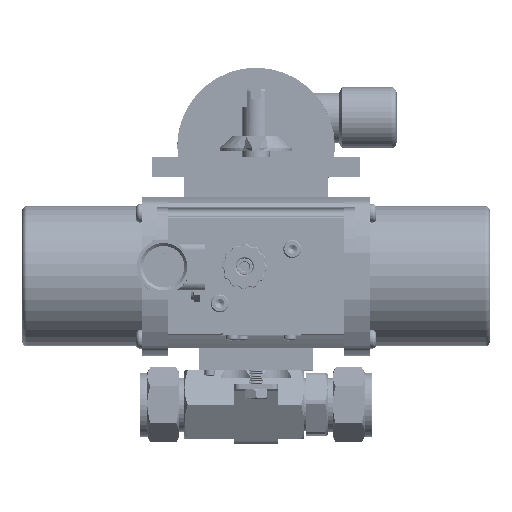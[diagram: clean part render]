
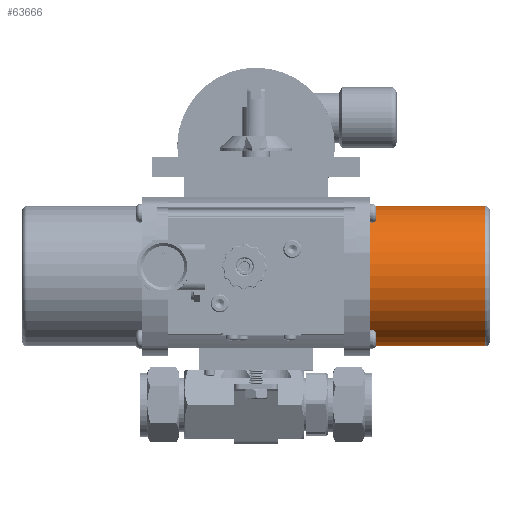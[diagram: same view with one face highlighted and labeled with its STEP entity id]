
A CAD part, top view. The second image highlights one B-rep face of the part: STEP entity #63666.
In plain terms, the highlighted cylindrical face has radius 30.963 mm (diameter 61.925 mm), a partial arc.
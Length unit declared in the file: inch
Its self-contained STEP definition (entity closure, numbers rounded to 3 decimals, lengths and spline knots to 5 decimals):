
#124 = LINE ( 'NONE', #147018, #151820 ) ;
#4936 = CARTESIAN_POINT ( 'NONE',  ( 3.9725, 2.22975, 0. ) ) ;
#9370 = VERTEX_POINT ( 'NONE', #193911 ) ;
#22672 = DIRECTION ( 'NONE',  ( 0., -1., 0. ) ) ;
#22788 = FACE_OUTER_BOUND ( 'NONE', #68789, .T. ) ;
#23775 = DIRECTION ( 'NONE',  ( -1., 0., 0. ) ) ;
#41501 = VERTEX_POINT ( 'NONE', #193525 ) ;
#56386 = CIRCLE ( 'NONE', #99805, 1.219 ) ;
#63666 = ADVANCED_FACE ( 'NONE', ( #22788 ), #157863, .T. ) ;
#63786 = DIRECTION ( 'NONE',  ( 1., 0., 0. ) ) ;
#67742 = ORIENTED_EDGE ( 'NONE', *, *, #125017, .T. ) ;
#68789 = EDGE_LOOP ( 'NONE', ( #113825, #119275, #211474, #67742 ) ) ;
#70811 = LINE ( 'NONE', #144978, #200205 ) ;
#76860 = DIRECTION ( 'NONE',  ( -1., 0., 0. ) ) ;
#87046 = VERTEX_POINT ( 'NONE', #206249 ) ;
#99805 = AXIS2_PLACEMENT_3D ( 'NONE', #169218, #63786, #186963 ) ;
#104569 = VERTEX_POINT ( 'NONE', #160434 ) ;
#109569 = DIRECTION ( 'NONE',  ( -1., 0., 0. ) ) ;
#113825 = ORIENTED_EDGE ( 'NONE', *, *, #214547, .F. ) ;
#119275 = ORIENTED_EDGE ( 'NONE', *, *, #211443, .T. ) ;
#125017 = EDGE_CURVE ( 'NONE', #9370, #104569, #56386, .T. ) ;
#128222 = DIRECTION ( 'NONE',  ( -1., 0., 0. ) ) ;
#134453 = AXIS2_PLACEMENT_3D ( 'NONE', #4936, #128222, #22672 ) ;
#144978 = CARTESIAN_POINT ( 'NONE',  ( 1.7145, 1.01075, 0. ) ) ;
#147018 = CARTESIAN_POINT ( 'NONE',  ( 1.7145, 3.44875, 0. ) ) ;
#151820 = VECTOR ( 'NONE', #23775, 39.37008 ) ;
#157863 = CYLINDRICAL_SURFACE ( 'NONE', #225091, 1.219 ) ;
#160434 = CARTESIAN_POINT ( 'NONE',  ( 1.8575, 1.01075, 0. ) ) ;
#169218 = CARTESIAN_POINT ( 'NONE',  ( 1.8575, 2.22975, 0. ) ) ;
#176581 = CIRCLE ( 'NONE', #134453, 1.219 ) ;
#186963 = DIRECTION ( 'NONE',  ( 0., -1., 0. ) ) ;
#193525 = CARTESIAN_POINT ( 'NONE',  ( 3.9725, 1.01075, 0. ) ) ;
#193911 = CARTESIAN_POINT ( 'NONE',  ( 1.8575, 3.44875, 0. ) ) ;
#198230 = EDGE_CURVE ( 'NONE', #87046, #9370, #124, .T. ) ;
#199263 = DIRECTION ( 'NONE',  ( 0., 1., 0. ) ) ;
#200014 = CARTESIAN_POINT ( 'NONE',  ( 1.7145, 2.22975, 0. ) ) ;
#200205 = VECTOR ( 'NONE', #109569, 39.37008 ) ;
#206249 = CARTESIAN_POINT ( 'NONE',  ( 3.9725, 3.44875, 0. ) ) ;
#211443 = EDGE_CURVE ( 'NONE', #41501, #87046, #176581, .T. ) ;
#211474 = ORIENTED_EDGE ( 'NONE', *, *, #198230, .T. ) ;
#214547 = EDGE_CURVE ( 'NONE', #41501, #104569, #70811, .T. ) ;
#225091 = AXIS2_PLACEMENT_3D ( 'NONE', #200014, #76860, #199263 ) ;
